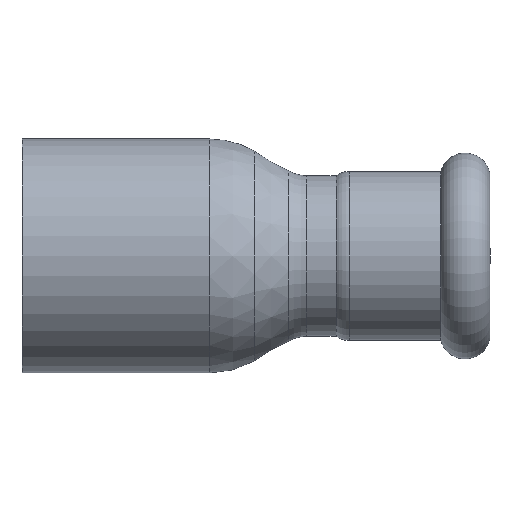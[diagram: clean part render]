
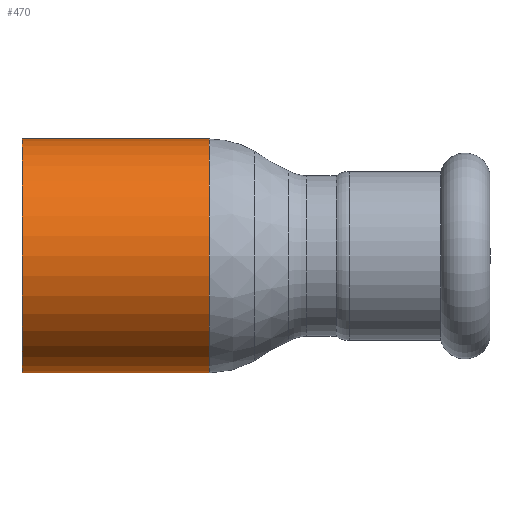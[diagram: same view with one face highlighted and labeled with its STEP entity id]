
A CAD part, front view. The second image highlights one B-rep face of the part: STEP entity #470.
In plain terms, the highlighted cylindrical face has radius 17.5 mm (diameter 35 mm), a full revolution.
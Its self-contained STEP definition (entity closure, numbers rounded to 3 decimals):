
#26=LINE('',#885,#37);
#37=VECTOR('',#686,17.5);
#47=CYLINDRICAL_SURFACE('',#545,17.5);
#61=FACE_OUTER_BOUND('',#83,.T.);
#83=EDGE_LOOP('',(#360,#361,#362,#363,#364,#365,#366));
#128=CIRCLE('',#543,17.5);
#129=CIRCLE('',#544,17.5);
#130=CIRCLE('',#546,17.5);
#131=CIRCLE('',#547,17.5);
#132=CIRCLE('',#548,17.5);
#191=VERTEX_POINT('',#875);
#192=VERTEX_POINT('',#876);
#193=VERTEX_POINT('',#880);
#194=VERTEX_POINT('',#881);
#195=VERTEX_POINT('',#883);
#257=EDGE_CURVE('',#191,#192,#128,.T.);
#258=EDGE_CURVE('',#192,#191,#129,.T.);
#259=EDGE_CURVE('',#193,#194,#130,.T.);
#260=EDGE_CURVE('',#195,#193,#131,.T.);
#261=EDGE_CURVE('',#195,#192,#26,.T.);
#262=EDGE_CURVE('',#194,#195,#132,.T.);
#360=ORIENTED_EDGE('',*,*,#259,.F.);
#361=ORIENTED_EDGE('',*,*,#260,.F.);
#362=ORIENTED_EDGE('',*,*,#261,.T.);
#363=ORIENTED_EDGE('',*,*,#258,.T.);
#364=ORIENTED_EDGE('',*,*,#257,.T.);
#365=ORIENTED_EDGE('',*,*,#261,.F.);
#366=ORIENTED_EDGE('',*,*,#262,.F.);
#470=ADVANCED_FACE('',(#61),#47,.T.);
#543=AXIS2_PLACEMENT_3D('',#877,#676,#677);
#544=AXIS2_PLACEMENT_3D('',#878,#678,#679);
#545=AXIS2_PLACEMENT_3D('',#879,#680,#681);
#546=AXIS2_PLACEMENT_3D('',#882,#682,#683);
#547=AXIS2_PLACEMENT_3D('',#884,#684,#685);
#548=AXIS2_PLACEMENT_3D('',#886,#687,#688);
#676=DIRECTION('center_axis',(1.,0.,0.));
#677=DIRECTION('ref_axis',(0.,1.,0.));
#678=DIRECTION('center_axis',(1.,0.,0.));
#679=DIRECTION('ref_axis',(0.,1.,0.));
#680=DIRECTION('center_axis',(1.,0.,0.));
#681=DIRECTION('ref_axis',(0.,1.,0.));
#682=DIRECTION('center_axis',(1.,0.,0.));
#683=DIRECTION('ref_axis',(0.,1.,0.));
#684=DIRECTION('center_axis',(1.,0.,0.));
#685=DIRECTION('ref_axis',(0.,1.,0.));
#686=DIRECTION('',(-1.,0.,0.));
#687=DIRECTION('center_axis',(1.,0.,0.));
#688=DIRECTION('ref_axis',(0.,1.,0.));
#875=CARTESIAN_POINT('',(-70.,17.5,0.));
#876=CARTESIAN_POINT('',(-70.,-17.5,0.));
#877=CARTESIAN_POINT('Origin',(-70.,0.,0.));
#878=CARTESIAN_POINT('Origin',(-70.,0.,0.));
#879=CARTESIAN_POINT('Origin',(-56.,0.,0.));
#880=CARTESIAN_POINT('',(-42.,17.5,0.));
#881=CARTESIAN_POINT('',(-42.,0.,17.5));
#882=CARTESIAN_POINT('Origin',(-42.,0.,0.));
#883=CARTESIAN_POINT('',(-42.,-17.5,0.));
#884=CARTESIAN_POINT('Origin',(-42.,0.,0.));
#885=CARTESIAN_POINT('',(-56.,-17.5,0.));
#886=CARTESIAN_POINT('Origin',(-42.,0.,0.));
